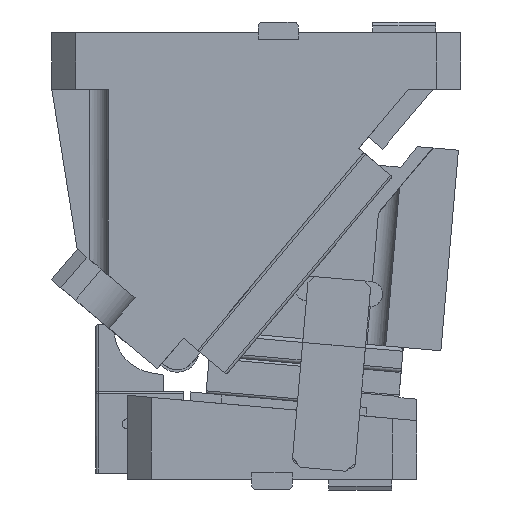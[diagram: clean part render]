
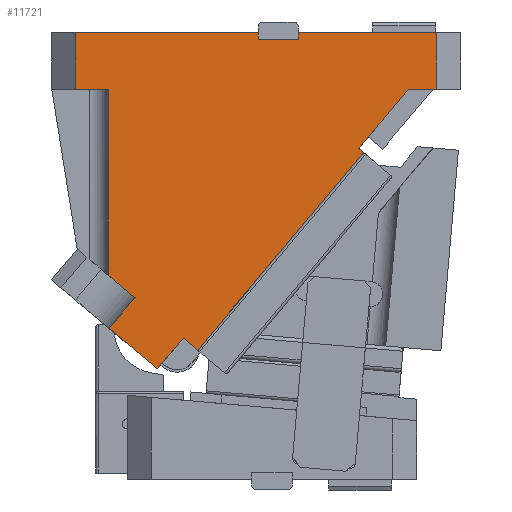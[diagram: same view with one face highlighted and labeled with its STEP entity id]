
A CAD part, front view. The second image highlights one B-rep face of the part: STEP entity #11721.
In plain terms, the highlighted planar face has unit normal (0, -1, 0).
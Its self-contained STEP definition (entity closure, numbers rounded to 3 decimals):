
#10364=CARTESIAN_POINT('Vertex',(23.854,-45.,87.796)) ;
#10367=CARTESIAN_POINT('Line Origine',(4.703,-45.,103.866)) ;
#10371=CARTESIAN_POINT('Vertex',(-14.449,-45.,119.935)) ;
#11538=CARTESIAN_POINT('Line Origine',(34.138,-45.,100.052)) ;
#11542=CARTESIAN_POINT('Vertex',(44.422,-45.,112.309)) ;
#11578=CARTESIAN_POINT('Axis2P3D Location',(149.384,-45.,256.252)) ;
#11583=CARTESIAN_POINT('Line Origine',(50.168,-45.,107.488)) ;
#11587=CARTESIAN_POINT('Vertex',(55.913,-45.,102.667)) ;
#11590=CARTESIAN_POINT('Line Origine',(120.192,-45.,179.271)) ;
#11594=CARTESIAN_POINT('Vertex',(184.47,-45.,255.876)) ;
#11597=CARTESIAN_POINT('Line Origine',(186.077,-45.,257.791)) ;
#11601=CARTESIAN_POINT('Vertex',(187.684,-45.,259.706)) ;
#11604=CARTESIAN_POINT('Line Origine',(185.769,-45.,261.313)) ;
#11608=CARTESIAN_POINT('Vertex',(183.854,-45.,262.92)) ;
#11611=CARTESIAN_POINT('Line Origine',(203.607,-45.,286.46)) ;
#11615=CARTESIAN_POINT('Vertex',(223.359,-45.,310.)) ;
#11618=CARTESIAN_POINT('Line Origine',(234.608,-45.,310.)) ;
#11622=CARTESIAN_POINT('Vertex',(245.858,-45.,310.)) ;
#11625=CARTESIAN_POINT('Line Origine',(245.858,-45.,332.5)) ;
#11629=CARTESIAN_POINT('Vertex',(245.858,-45.,355.)) ;
#11632=CARTESIAN_POINT('Line Origine',(190.929,-45.,355.)) ;
#11636=CARTESIAN_POINT('Vertex',(136.,-45.,355.)) ;
#11639=CARTESIAN_POINT('Line Origine',(136.,-45.,352.25)) ;
#11643=CARTESIAN_POINT('Vertex',(136.,-45.,349.5)) ;
#11646=CARTESIAN_POINT('Line Origine',(120.,-45.,349.5)) ;
#11650=CARTESIAN_POINT('Vertex',(104.,-45.,349.5)) ;
#11653=CARTESIAN_POINT('Line Origine',(104.,-45.,352.25)) ;
#11657=CARTESIAN_POINT('Vertex',(104.,-45.,355.)) ;
#11660=CARTESIAN_POINT('Line Origine',(31.571,-45.,355.)) ;
#11664=CARTESIAN_POINT('Vertex',(-40.858,-45.,355.)) ;
#11667=CARTESIAN_POINT('Line Origine',(-40.858,-45.,332.5)) ;
#11671=CARTESIAN_POINT('Vertex',(-40.858,-45.,310.)) ;
#11674=CARTESIAN_POINT('Line Origine',(-27.929,-45.,310.)) ;
#11678=CARTESIAN_POINT('Vertex',(-15.,-45.,310.)) ;
#11681=CARTESIAN_POINT('Line Origine',(-15.,-45.,236.085)) ;
#11685=CARTESIAN_POINT('Vertex',(-15.,-45.,162.17)) ;
#11688=CARTESIAN_POINT('Line Origine',(-4.44,-45.,153.309)) ;
#11692=CARTESIAN_POINT('Vertex',(6.12,-45.,144.448)) ;
#11695=CARTESIAN_POINT('Line Origine',(-4.164,-45.,132.192)) ;
#10368=DIRECTION('Vector Direction',(0.766,0.,-0.643)) ;
#11539=DIRECTION('Vector Direction',(0.643,0.,0.766)) ;
#11579=DIRECTION('Axis2P3D Direction',(0.,-1.,0.)) ;
#11580=DIRECTION('Axis2P3D XDirection',(1.,0.,0.)) ;
#11584=DIRECTION('Vector Direction',(0.766,0.,-0.643)) ;
#11591=DIRECTION('Vector Direction',(-0.643,0.,-0.766)) ;
#11598=DIRECTION('Vector Direction',(-0.643,0.,-0.766)) ;
#11605=DIRECTION('Vector Direction',(0.766,0.,-0.643)) ;
#11612=DIRECTION('Vector Direction',(0.643,0.,0.766)) ;
#11619=DIRECTION('Vector Direction',(-1.,0.,0.)) ;
#11626=DIRECTION('Vector Direction',(0.,0.,1.)) ;
#11633=DIRECTION('Vector Direction',(-1.,0.,0.)) ;
#11640=DIRECTION('Vector Direction',(0.,0.,1.)) ;
#11647=DIRECTION('Vector Direction',(-1.,0.,0.)) ;
#11654=DIRECTION('Vector Direction',(0.,0.,-1.)) ;
#11661=DIRECTION('Vector Direction',(-1.,0.,0.)) ;
#11668=DIRECTION('Vector Direction',(0.,0.,-1.)) ;
#11675=DIRECTION('Vector Direction',(1.,0.,0.)) ;
#11682=DIRECTION('Vector Direction',(0.,0.,1.)) ;
#11689=DIRECTION('Vector Direction',(0.766,0.,-0.643)) ;
#11696=DIRECTION('Vector Direction',(0.643,0.,0.766)) ;
#11581=AXIS2_PLACEMENT_3D('Plane Axis2P3D',#11578,#11579,#11580) ;
#11701=ORIENTED_EDGE('',*,*,#11589,.T.) ;
#11702=ORIENTED_EDGE('',*,*,#11596,.F.) ;
#11703=ORIENTED_EDGE('',*,*,#11603,.F.) ;
#11704=ORIENTED_EDGE('',*,*,#11610,.F.) ;
#11705=ORIENTED_EDGE('',*,*,#11617,.F.) ;
#11706=ORIENTED_EDGE('',*,*,#11624,.F.) ;
#11707=ORIENTED_EDGE('',*,*,#11631,.T.) ;
#11708=ORIENTED_EDGE('',*,*,#11638,.T.) ;
#11709=ORIENTED_EDGE('',*,*,#11645,.F.) ;
#11710=ORIENTED_EDGE('',*,*,#11652,.T.) ;
#11711=ORIENTED_EDGE('',*,*,#11659,.F.) ;
#11712=ORIENTED_EDGE('',*,*,#11666,.T.) ;
#11713=ORIENTED_EDGE('',*,*,#11673,.T.) ;
#11714=ORIENTED_EDGE('',*,*,#11680,.T.) ;
#11715=ORIENTED_EDGE('',*,*,#11687,.F.) ;
#11716=ORIENTED_EDGE('',*,*,#11694,.T.) ;
#11717=ORIENTED_EDGE('',*,*,#11699,.F.) ;
#11718=ORIENTED_EDGE('',*,*,#10373,.T.) ;
#11719=ORIENTED_EDGE('',*,*,#11544,.F.) ;
#10369=VECTOR('Line Direction',#10368,1.) ;
#11540=VECTOR('Line Direction',#11539,1.) ;
#11585=VECTOR('Line Direction',#11584,1.) ;
#11592=VECTOR('Line Direction',#11591,1.) ;
#11599=VECTOR('Line Direction',#11598,1.) ;
#11606=VECTOR('Line Direction',#11605,1.) ;
#11613=VECTOR('Line Direction',#11612,1.) ;
#11620=VECTOR('Line Direction',#11619,1.) ;
#11627=VECTOR('Line Direction',#11626,1.) ;
#11634=VECTOR('Line Direction',#11633,1.) ;
#11641=VECTOR('Line Direction',#11640,1.) ;
#11648=VECTOR('Line Direction',#11647,1.) ;
#11655=VECTOR('Line Direction',#11654,1.) ;
#11662=VECTOR('Line Direction',#11661,1.) ;
#11669=VECTOR('Line Direction',#11668,1.) ;
#11676=VECTOR('Line Direction',#11675,1.) ;
#11683=VECTOR('Line Direction',#11682,1.) ;
#11690=VECTOR('Line Direction',#11689,1.) ;
#11697=VECTOR('Line Direction',#11696,1.) ;
#11721=ADVANCED_FACE('CAM HOLDER',(#11720),#11582,.T.) ;
#10373=EDGE_CURVE('',#10372,#10365,#10370,.T.) ;
#11544=EDGE_CURVE('',#11543,#10365,#11541,.F.) ;
#11589=EDGE_CURVE('',#11543,#11588,#11586,.T.) ;
#11596=EDGE_CURVE('',#11595,#11588,#11593,.T.) ;
#11603=EDGE_CURVE('',#11602,#11595,#11600,.T.) ;
#11610=EDGE_CURVE('',#11609,#11602,#11607,.T.) ;
#11617=EDGE_CURVE('',#11616,#11609,#11614,.F.) ;
#11624=EDGE_CURVE('',#11623,#11616,#11621,.T.) ;
#11631=EDGE_CURVE('',#11623,#11630,#11628,.T.) ;
#11638=EDGE_CURVE('',#11630,#11637,#11635,.T.) ;
#11645=EDGE_CURVE('',#11644,#11637,#11642,.T.) ;
#11652=EDGE_CURVE('',#11644,#11651,#11649,.T.) ;
#11659=EDGE_CURVE('',#11658,#11651,#11656,.T.) ;
#11666=EDGE_CURVE('',#11658,#11665,#11663,.T.) ;
#11673=EDGE_CURVE('',#11665,#11672,#11670,.T.) ;
#11680=EDGE_CURVE('',#11672,#11679,#11677,.T.) ;
#11687=EDGE_CURVE('',#11686,#11679,#11684,.T.) ;
#11694=EDGE_CURVE('',#11686,#11693,#11691,.T.) ;
#11699=EDGE_CURVE('',#10372,#11693,#11698,.T.) ;
#11700=EDGE_LOOP('',(#11701,#11702,#11703,#11704,#11705,#11706,#11707,#11708,#11709,#11710,#11711,#11712,#11713,#11714,#11715,#11716,#11717,#11718,#11719)) ;
#11720=FACE_OUTER_BOUND('',#11700,.T.) ;
#10370=LINE('Line',#10367,#10369) ;
#11541=LINE('Line',#11538,#11540) ;
#11586=LINE('Line',#11583,#11585) ;
#11593=LINE('Line',#11590,#11592) ;
#11600=LINE('Line',#11597,#11599) ;
#11607=LINE('Line',#11604,#11606) ;
#11614=LINE('Line',#11611,#11613) ;
#11621=LINE('Line',#11618,#11620) ;
#11628=LINE('Line',#11625,#11627) ;
#11635=LINE('Line',#11632,#11634) ;
#11642=LINE('Line',#11639,#11641) ;
#11649=LINE('Line',#11646,#11648) ;
#11656=LINE('Line',#11653,#11655) ;
#11663=LINE('Line',#11660,#11662) ;
#11670=LINE('Line',#11667,#11669) ;
#11677=LINE('Line',#11674,#11676) ;
#11684=LINE('Line',#11681,#11683) ;
#11691=LINE('Line',#11688,#11690) ;
#11698=LINE('Line',#11695,#11697) ;
#11582=PLANE('Plane',#11581) ;
#10365=VERTEX_POINT('',#10364) ;
#10372=VERTEX_POINT('',#10371) ;
#11543=VERTEX_POINT('',#11542) ;
#11588=VERTEX_POINT('',#11587) ;
#11595=VERTEX_POINT('',#11594) ;
#11602=VERTEX_POINT('',#11601) ;
#11609=VERTEX_POINT('',#11608) ;
#11616=VERTEX_POINT('',#11615) ;
#11623=VERTEX_POINT('',#11622) ;
#11630=VERTEX_POINT('',#11629) ;
#11637=VERTEX_POINT('',#11636) ;
#11644=VERTEX_POINT('',#11643) ;
#11651=VERTEX_POINT('',#11650) ;
#11658=VERTEX_POINT('',#11657) ;
#11665=VERTEX_POINT('',#11664) ;
#11672=VERTEX_POINT('',#11671) ;
#11679=VERTEX_POINT('',#11678) ;
#11686=VERTEX_POINT('',#11685) ;
#11693=VERTEX_POINT('',#11692) ;
